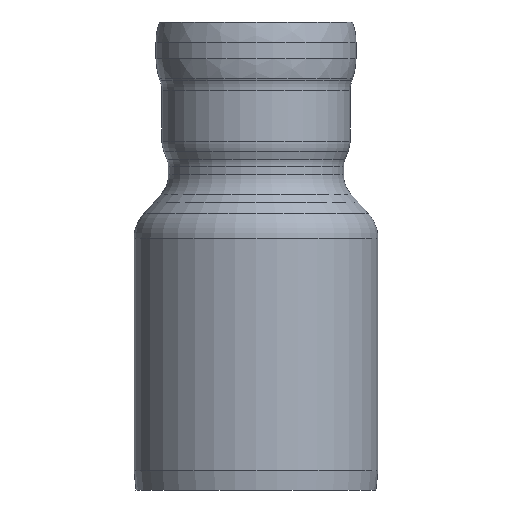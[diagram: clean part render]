
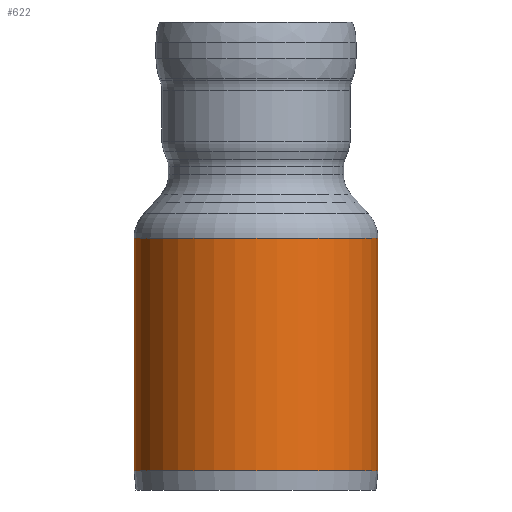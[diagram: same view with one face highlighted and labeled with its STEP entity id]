
A CAD part, front view. The second image highlights one B-rep face of the part: STEP entity #622.
In plain terms, the highlighted cylindrical face has radius 508 mm (diameter 1016 mm), a full revolution.
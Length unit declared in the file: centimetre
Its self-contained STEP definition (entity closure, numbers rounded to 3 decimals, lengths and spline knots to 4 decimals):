
#29=CYLINDRICAL_SURFACE('',#727,50.8);
#54=FACE_OUTER_BOUND('',#92,.T.);
#92=EDGE_LOOP('',(#413,#414,#415,#416,#417,#418));
#137=CIRCLE('',#725,50.8);
#138=CIRCLE('',#726,50.8);
#139=CIRCLE('',#728,50.8);
#140=CIRCLE('',#729,50.8);
#221=VERTEX_POINT('',#1130);
#222=VERTEX_POINT('',#1132);
#223=VERTEX_POINT('',#1136);
#224=VERTEX_POINT('',#1138);
#295=EDGE_CURVE('',#221,#222,#137,.T.);
#296=EDGE_CURVE('',#222,#221,#138,.T.);
#297=EDGE_CURVE('',#222,#223,#665,.T.);
#298=EDGE_CURVE('',#223,#224,#139,.T.);
#299=EDGE_CURVE('',#224,#223,#140,.T.);
#413=ORIENTED_EDGE('',*,*,#296,.F.);
#414=ORIENTED_EDGE('',*,*,#297,.T.);
#415=ORIENTED_EDGE('',*,*,#298,.T.);
#416=ORIENTED_EDGE('',*,*,#299,.T.);
#417=ORIENTED_EDGE('',*,*,#297,.F.);
#418=ORIENTED_EDGE('',*,*,#295,.F.);
#622=ADVANCED_FACE('',(#54),#29,.T.);
#665=LINE('',#1137,#688);
#688=VECTOR('',#874,50.8);
#725=AXIS2_PLACEMENT_3D('',#1133,#868,#869);
#726=AXIS2_PLACEMENT_3D('',#1134,#870,#871);
#727=AXIS2_PLACEMENT_3D('',#1135,#872,#873);
#728=AXIS2_PLACEMENT_3D('',#1139,#875,#876);
#729=AXIS2_PLACEMENT_3D('',#1140,#877,#878);
#868=DIRECTION('center_axis',(0.,0.,-1.));
#869=DIRECTION('ref_axis',(-1.,0.,0.));
#870=DIRECTION('center_axis',(0.,0.,-1.));
#871=DIRECTION('ref_axis',(-1.,0.,0.));
#872=DIRECTION('center_axis',(0.,0.,-1.));
#873=DIRECTION('ref_axis',(1.,0.,0.));
#874=DIRECTION('',(0.,0.,1.));
#875=DIRECTION('center_axis',(0.,0.,-1.));
#876=DIRECTION('ref_axis',(1.,0.,0.));
#877=DIRECTION('center_axis',(0.,0.,-1.));
#878=DIRECTION('ref_axis',(1.,0.,0.));
#1130=CARTESIAN_POINT('',(0.,-50.8,8.0499));
#1132=CARTESIAN_POINT('',(-50.8,0.,8.0499));
#1133=CARTESIAN_POINT('Origin',(0.,0.,8.0499));
#1134=CARTESIAN_POINT('Origin',(0.,0.,8.0499));
#1135=CARTESIAN_POINT('Origin',(0.,0.,56.5));
#1136=CARTESIAN_POINT('',(-50.8,0.,105.));
#1137=CARTESIAN_POINT('',(-50.8,0.,56.5));
#1138=CARTESIAN_POINT('',(0.,-50.8,105.));
#1139=CARTESIAN_POINT('Origin',(0.,0.,105.));
#1140=CARTESIAN_POINT('Origin',(0.,0.,105.));
